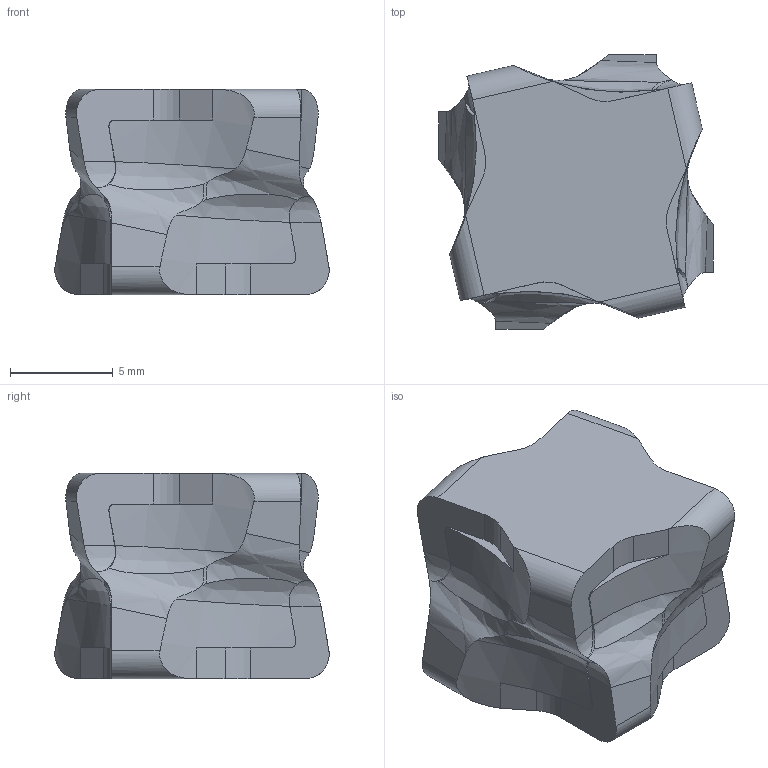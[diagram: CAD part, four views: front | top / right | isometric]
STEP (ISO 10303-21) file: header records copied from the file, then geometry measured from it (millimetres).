
FILE_DESCRIPTION(/* description */ (''),/* implementation_level */ '2;1');
FILE_NAME(/* name */ 'aaa316551_b.stp',/* time_stamp */ '2018-05-22T14:31:30+02:00',/* author */ (''),/* organization */ ('SMS'),/* preprocessor_version */ 'ST-DEVELOPER v15',/* originating_system */ 'SIEMENS PLM Software NX 8.5',/* authorisation */ '');
FILE_SCHEMA (('AUTOMOTIVE_DESIGN { 1 0 10303 214 3 1 1 1 }'));
Length unit declared in the file: millimetre
Products named in the file (1): AAA316551_B
Bounding box: 13.34 x 13.34 x 10 mm (x, y, z)
Volume: 1080.9 mm3; surface area: 663.7 mm2
Topology: 1 solids, 1 shells, 118 faces, 337 edges, 223 vertices
Faces by surface type: plane 50, cylinder 40, extrusion 16, bspline 12
Entity records: 6873 total; most frequent: CARTESIAN_POINT 3996, ORIENTED_EDGE 672, DIRECTION 474, EDGE_CURVE 336, VERTEX_POINT 220, VECTOR 160, AXIS2_PLACEMENT_3D 157, LINE 144
